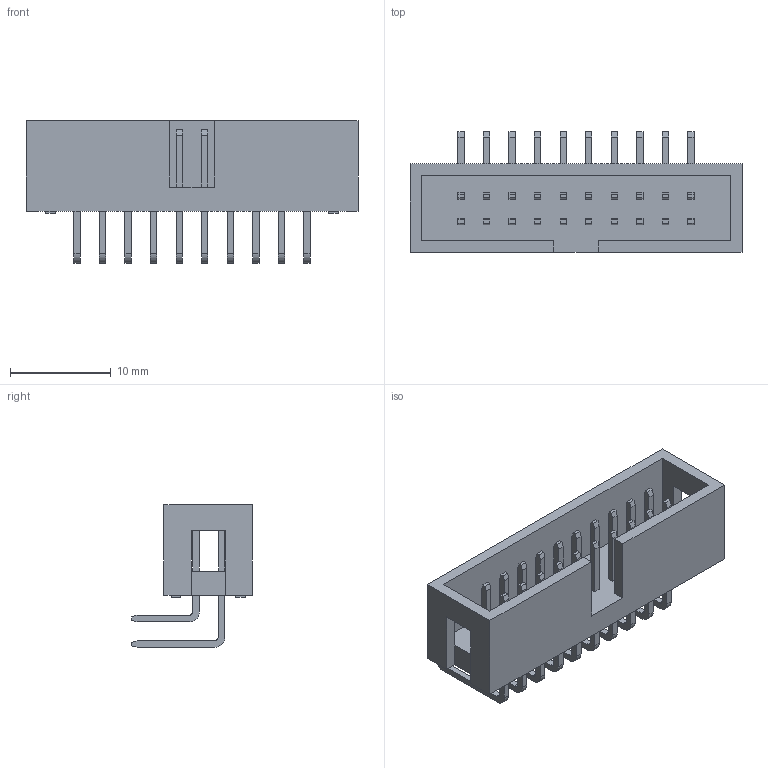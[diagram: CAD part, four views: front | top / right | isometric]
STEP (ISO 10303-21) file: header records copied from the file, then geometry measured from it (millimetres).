
FILE_DESCRIPTION(('STEP AP214'),'1');
FILE_NAME('header_awhw20a-0202-t.stp','2015-04-29T15:02:49',('TraceParts'),('TraceParts S.A.'),'XStep 1.0',' ',' ');
FILE_SCHEMA(('automotive_design'));
Length unit declared in the file: millimetre
Products named in the file (1): 1
Bounding box: 33.02 x 12.03 x 14.18 mm (x, y, z)
Volume: 1349.4 mm3; surface area: 2601.6 mm2
Topology: 1 solids, 1 shells, 402 faces, 1076 edges, 716 vertices
Faces by surface type: plane 362, cylinder 40
Entity records: 24548 total; most frequent: CARTESIAN_POINT 2195, STYLED_ITEM 2194, PRESENTATION_STYLE_ASSIGNMENT 2194, COLOUR_RGB 2194, ORIENTED_EDGE 2152, DIRECTION 1962, EDGE_CURVE 1076, CURVE_STYLE 1076
